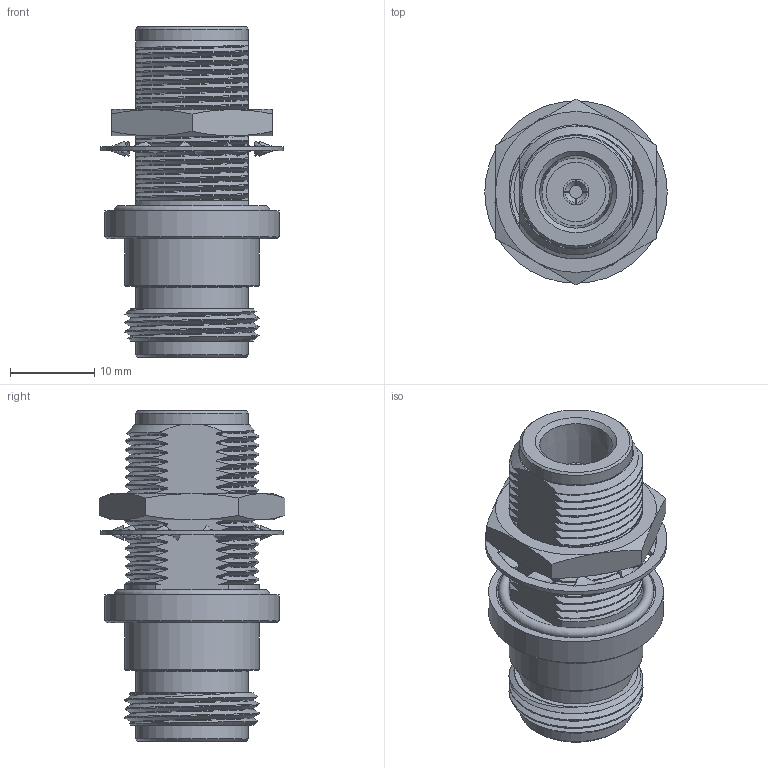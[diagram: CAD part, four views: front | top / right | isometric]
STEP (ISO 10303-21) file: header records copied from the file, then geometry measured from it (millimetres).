
FILE_DESCRIPTION (( 'STEP AP203' ), '1' );
FILE_NAME ('M55339-04-00030.step', '2019-11-15T23:10:04', ( '' ), ( '' ), 'SwSTEP 2.0', 'SolidWorks 2018', '' );
FILE_SCHEMA (( 'CONFIG_CONTROL_DESIGN' ));
Products named in the file (1): M55339-04-00030
Bounding box: 21.59 x 22 x 39.09 mm (x, y, z)
Volume: 6621.3 mm3; surface area: 5023.6 mm2
Topology: 3 solids, 3 shells, 335 faces, 1006 edges, 675 vertices
Faces by surface type: bspline 161, cylinder 70, plane 67, cone 34, torus 3
Full cylindrical faces by diameter (mm): 1.524 x2, 3.048 x2, 6.985 x2, 13.335 x3, 15.875 x2, 18.923 x1, 20.701 x1, 21.59 x1
Entity records: 81055 total; most frequent: CARTESIAN_POINT 74131, ORIENTED_EDGE 1948, EDGE_CURVE 974, DIRECTION 773, VERTEX_POINT 667, B_SPLINE_CURVE_WITH_KNOTS 423, EDGE_LOOP 373, FACE_OUTER_BOUND 350
